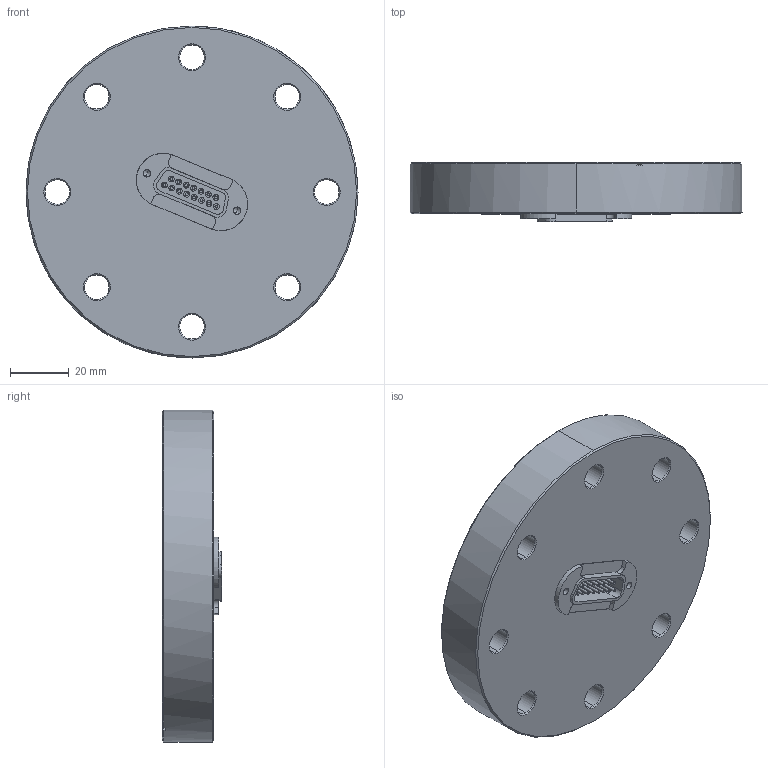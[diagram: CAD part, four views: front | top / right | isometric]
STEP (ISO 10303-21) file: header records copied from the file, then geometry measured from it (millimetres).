
FILE_DESCRIPTION (( 'STEP AP214' ), '1' );
FILE_NAME ('21108-01-CF.STEP', '2019-07-04T07:26:13', ( '' ), ( '' ), 'SwSTEP 2.0', 'SolidWorks 2019', '' );
FILE_SCHEMA (( 'AUTOMOTIVE_DESIGN' ));
Length unit declared in the file: millimetre
Products named in the file (3): 16801-01-W-15Pin-SubD; 21108-01-CF; CF63-1xSub-D15
Assembly tree (2 placements, depth 2):
  21108-01-CF
    CF63-1xSub-D15
    16801-01-W-15Pin-SubD
Bounding box: 113.5 x 20.2 x 113.5 mm (x, y, z)
Volume: 160077 mm3; surface area: 35599.6 mm2
Topology: 2 solids, 2 shells, 349 faces, 793 edges, 509 vertices
Faces by surface type: cylinder 185, plane 115, cone 49
Entity records: 11436 total; most frequent: DIRECTION 1912, CARTESIAN_POINT 1660, ORIENTED_EDGE 1570, EDGE_CURVE 785, AXIS2_PLACEMENT_3D 777, VERTEX_POINT 509, EDGE_LOOP 436, CIRCLE 423
